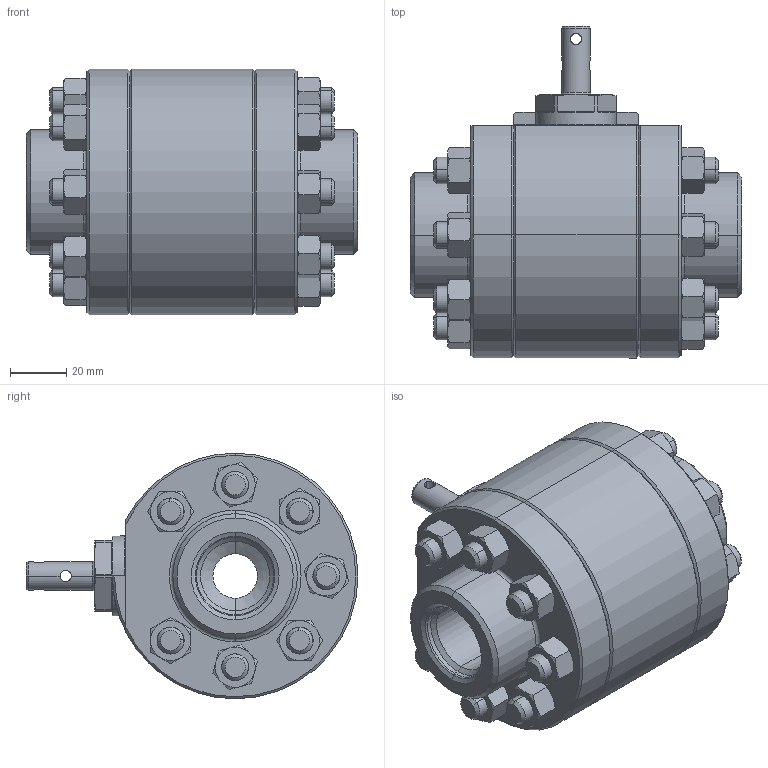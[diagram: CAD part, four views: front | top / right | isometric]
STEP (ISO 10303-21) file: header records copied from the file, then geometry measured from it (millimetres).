
FILE_DESCRIPTION (( 'STEP AP214' ), '1' );
FILE_NAME ('080300012 A (Tube,With Bare Stem).STEP', '2015-07-16T21:24:24', ( '' ), ( '' ), 'SwSTEP 2.0', 'SolidWorks 2015', '' );
FILE_SCHEMA (( 'AUTOMOTIVE_DESIGN' ));
Length unit declared in the file: inch
Products named in the file (1): 080300012 A (Tube,With Bare Stem)
Bounding box: 118.11 x 118.41 x 87.63 mm (x, y, z)
Volume: 366769.9 mm3; surface area: 124646.3 mm2
Topology: 26 solids, 26 shells, 922 faces, 2342 edges, 1469 vertices
Faces by surface type: cylinder 408, cone 311, plane 162, bspline 28, torus 13
Entity records: 54097 total; most frequent: CARTESIAN_POINT 21810, ORIENTED_EDGE 4668, DIRECTION 3640, EDGE_CURVE 2334, AXIS2_PLACEMENT_3D 1501, VERTEX_POINT 1469, EDGE_LOOP 1021, DIMENSIONAL_EXPONENTS 950
